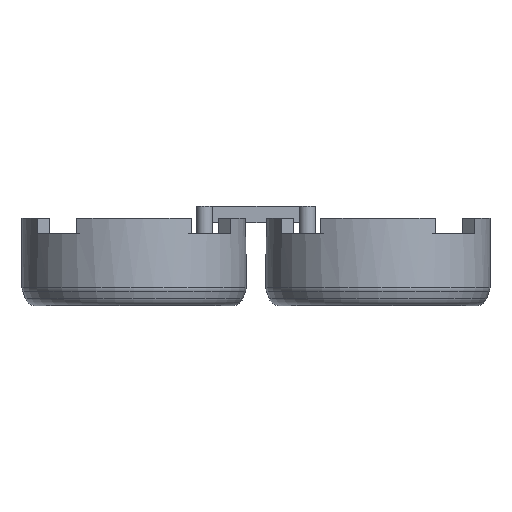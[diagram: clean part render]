
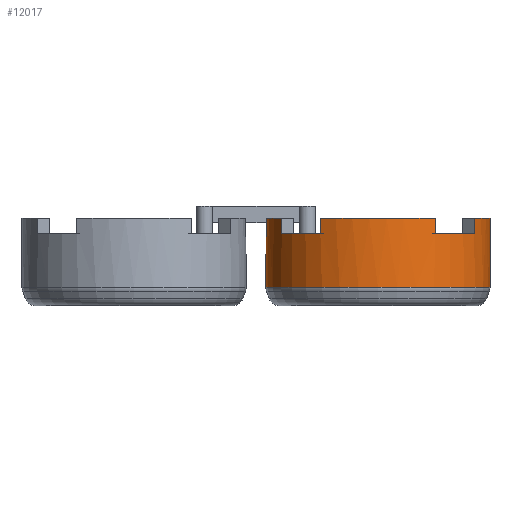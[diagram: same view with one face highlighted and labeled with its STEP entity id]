
A CAD part, left-side view. The second image highlights one B-rep face of the part: STEP entity #12017.
In plain terms, the highlighted cylindrical face has radius 10.25 mm (diameter 20.5 mm), a full revolution.
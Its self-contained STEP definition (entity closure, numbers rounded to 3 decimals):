
#371=CIRCLE('',#12957,10.25);
#372=CIRCLE('',#12958,10.25);
#383=CIRCLE('',#12972,10.25);
#384=CIRCLE('',#12973,10.25);
#385=CIRCLE('',#12974,10.25);
#386=CIRCLE('',#12975,10.25);
#387=CIRCLE('',#12976,10.25);
#388=CIRCLE('',#12977,10.25);
#389=CIRCLE('',#12978,10.25);
#390=CIRCLE('',#12979,10.25);
#391=CIRCLE('',#12980,10.25);
#734=CYLINDRICAL_SURFACE('',#12971,10.25);
#1079=FACE_OUTER_BOUND('',#1769,.T.);
#1769=EDGE_LOOP('',(#9104,#9105,#9106,#9107,#9108,#9109,#9110,#9111,#9112,
#9113,#9114,#9115,#9116,#9117,#9118,#9119,#9120,#9121,#9122,#9123,#9124));
#2702=LINE('',#19080,#3938);
#2703=LINE('',#19084,#3939);
#2704=LINE('',#19088,#3940);
#2705=LINE('',#19092,#3941);
#2706=LINE('',#19095,#3942);
#2707=LINE('',#19099,#3943);
#2708=LINE('',#19103,#3944);
#2709=LINE('',#19107,#3945);
#2710=LINE('',#19110,#3946);
#3938=VECTOR('',#15279,1000.);
#3939=VECTOR('',#15282,1000.);
#3940=VECTOR('',#15285,1000.);
#3941=VECTOR('',#15288,1000.);
#3942=VECTOR('',#15291,10.25);
#3943=VECTOR('',#15294,1000.);
#3944=VECTOR('',#15297,1000.);
#3945=VECTOR('',#15300,1000.);
#3946=VECTOR('',#15303,1000.);
#5143=VERTEX_POINT('',#19031);
#5144=VERTEX_POINT('',#19033);
#5162=VERTEX_POINT('',#19076);
#5163=VERTEX_POINT('',#19077);
#5164=VERTEX_POINT('',#19079);
#5165=VERTEX_POINT('',#19081);
#5166=VERTEX_POINT('',#19083);
#5167=VERTEX_POINT('',#19085);
#5168=VERTEX_POINT('',#19087);
#5169=VERTEX_POINT('',#19089);
#5170=VERTEX_POINT('',#19091);
#5171=VERTEX_POINT('',#19093);
#5172=VERTEX_POINT('',#19096);
#5173=VERTEX_POINT('',#19098);
#5174=VERTEX_POINT('',#19100);
#5175=VERTEX_POINT('',#19102);
#5176=VERTEX_POINT('',#19104);
#5177=VERTEX_POINT('',#19106);
#5178=VERTEX_POINT('',#19108);
#6557=EDGE_CURVE('',#5143,#5144,#371,.T.);
#6558=EDGE_CURVE('',#5144,#5143,#372,.T.);
#6579=EDGE_CURVE('',#5162,#5163,#383,.T.);
#6580=EDGE_CURVE('',#5164,#5162,#2702,.T.);
#6581=EDGE_CURVE('',#5164,#5165,#384,.T.);
#6582=EDGE_CURVE('',#5165,#5166,#2703,.T.);
#6583=EDGE_CURVE('',#5167,#5166,#385,.T.);
#6584=EDGE_CURVE('',#5168,#5167,#2704,.T.);
#6585=EDGE_CURVE('',#5168,#5169,#386,.T.);
#6586=EDGE_CURVE('',#5169,#5170,#2705,.T.);
#6587=EDGE_CURVE('',#5171,#5170,#387,.T.);
#6588=EDGE_CURVE('',#5171,#5144,#2706,.T.);
#6589=EDGE_CURVE('',#5172,#5171,#388,.T.);
#6590=EDGE_CURVE('',#5173,#5172,#2707,.T.);
#6591=EDGE_CURVE('',#5173,#5174,#389,.T.);
#6592=EDGE_CURVE('',#5174,#5175,#2708,.T.);
#6593=EDGE_CURVE('',#5176,#5175,#390,.T.);
#6594=EDGE_CURVE('',#5177,#5176,#2709,.T.);
#6595=EDGE_CURVE('',#5177,#5178,#391,.T.);
#6596=EDGE_CURVE('',#5178,#5163,#2710,.T.);
#9104=ORIENTED_EDGE('',*,*,#6579,.F.);
#9105=ORIENTED_EDGE('',*,*,#6580,.F.);
#9106=ORIENTED_EDGE('',*,*,#6581,.T.);
#9107=ORIENTED_EDGE('',*,*,#6582,.T.);
#9108=ORIENTED_EDGE('',*,*,#6583,.F.);
#9109=ORIENTED_EDGE('',*,*,#6584,.F.);
#9110=ORIENTED_EDGE('',*,*,#6585,.T.);
#9111=ORIENTED_EDGE('',*,*,#6586,.T.);
#9112=ORIENTED_EDGE('',*,*,#6587,.F.);
#9113=ORIENTED_EDGE('',*,*,#6588,.T.);
#9114=ORIENTED_EDGE('',*,*,#6557,.F.);
#9115=ORIENTED_EDGE('',*,*,#6558,.F.);
#9116=ORIENTED_EDGE('',*,*,#6588,.F.);
#9117=ORIENTED_EDGE('',*,*,#6589,.F.);
#9118=ORIENTED_EDGE('',*,*,#6590,.F.);
#9119=ORIENTED_EDGE('',*,*,#6591,.T.);
#9120=ORIENTED_EDGE('',*,*,#6592,.T.);
#9121=ORIENTED_EDGE('',*,*,#6593,.F.);
#9122=ORIENTED_EDGE('',*,*,#6594,.F.);
#9123=ORIENTED_EDGE('',*,*,#6595,.T.);
#9124=ORIENTED_EDGE('',*,*,#6596,.T.);
#12017=ADVANCED_FACE('',(#1079),#734,.T.);
#12957=AXIS2_PLACEMENT_3D('',#19034,#15237,#15238);
#12958=AXIS2_PLACEMENT_3D('',#19035,#15239,#15240);
#12971=AXIS2_PLACEMENT_3D('',#19075,#15275,#15276);
#12972=AXIS2_PLACEMENT_3D('',#19078,#15277,#15278);
#12973=AXIS2_PLACEMENT_3D('',#19082,#15280,#15281);
#12974=AXIS2_PLACEMENT_3D('',#19086,#15283,#15284);
#12975=AXIS2_PLACEMENT_3D('',#19090,#15286,#15287);
#12976=AXIS2_PLACEMENT_3D('',#19094,#15289,#15290);
#12977=AXIS2_PLACEMENT_3D('',#19097,#15292,#15293);
#12978=AXIS2_PLACEMENT_3D('',#19101,#15295,#15296);
#12979=AXIS2_PLACEMENT_3D('',#19105,#15298,#15299);
#12980=AXIS2_PLACEMENT_3D('',#19109,#15301,#15302);
#15237=DIRECTION('center_axis',(0.,0.,-1.));
#15238=DIRECTION('ref_axis',(0.,-1.,0.));
#15239=DIRECTION('center_axis',(0.,0.,-1.));
#15240=DIRECTION('ref_axis',(0.,-1.,0.));
#15275=DIRECTION('center_axis',(0.,0.,-1.));
#15276=DIRECTION('ref_axis',(0.,1.,0.));
#15277=DIRECTION('center_axis',(0.,0.,1.));
#15278=DIRECTION('ref_axis',(0.,-1.,0.));
#15279=DIRECTION('',(0.,0.,1.));
#15280=DIRECTION('center_axis',(0.,0.,-1.));
#15281=DIRECTION('ref_axis',(0.,1.,0.));
#15282=DIRECTION('',(0.,0.,1.));
#15283=DIRECTION('center_axis',(0.,0.,1.));
#15284=DIRECTION('ref_axis',(0.,-1.,0.));
#15285=DIRECTION('',(0.,0.,1.));
#15286=DIRECTION('center_axis',(0.,0.,-1.));
#15287=DIRECTION('ref_axis',(0.,1.,0.));
#15288=DIRECTION('',(0.,0.,1.));
#15289=DIRECTION('center_axis',(0.,0.,1.));
#15290=DIRECTION('ref_axis',(0.,-1.,0.));
#15291=DIRECTION('',(0.,0.,-1.));
#15292=DIRECTION('center_axis',(0.,0.,1.));
#15293=DIRECTION('ref_axis',(0.,-1.,0.));
#15294=DIRECTION('',(0.,0.,1.));
#15295=DIRECTION('center_axis',(0.,0.,-1.));
#15296=DIRECTION('ref_axis',(0.,1.,0.));
#15297=DIRECTION('',(0.,0.,1.));
#15298=DIRECTION('center_axis',(0.,0.,1.));
#15299=DIRECTION('ref_axis',(0.,-1.,0.));
#15300=DIRECTION('',(0.,0.,1.));
#15301=DIRECTION('center_axis',(0.,0.,-1.));
#15302=DIRECTION('ref_axis',(0.,1.,0.));
#15303=DIRECTION('',(0.,0.,1.));
#19031=CARTESIAN_POINT('',(0.,-0.9,2.326));
#19033=CARTESIAN_POINT('',(0.,-21.4,2.326));
#19034=CARTESIAN_POINT('Origin',(0.,-11.15,2.326));
#19035=CARTESIAN_POINT('Origin',(0.,-11.15,2.326));
#19075=CARTESIAN_POINT('Origin',(0.,-11.15,0.65));
#19076=CARTESIAN_POINT('',(5.261,-2.353,8.65));
#19077=CARTESIAN_POINT('',(-5.261,-2.353,8.65));
#19078=CARTESIAN_POINT('Origin',(0.,-11.15,8.65));
#19079=CARTESIAN_POINT('',(5.261,-2.353,7.25));
#19080=CARTESIAN_POINT('',(5.261,-2.353,7.25));
#19081=CARTESIAN_POINT('',(8.797,-5.889,7.25));
#19082=CARTESIAN_POINT('Origin',(0.,-11.15,7.25));
#19083=CARTESIAN_POINT('',(8.797,-5.889,8.65));
#19084=CARTESIAN_POINT('',(8.797,-5.889,7.25));
#19085=CARTESIAN_POINT('',(8.797,-16.411,8.65));
#19086=CARTESIAN_POINT('Origin',(0.,-11.15,8.65));
#19087=CARTESIAN_POINT('',(8.797,-16.411,7.25));
#19088=CARTESIAN_POINT('',(8.797,-16.411,7.25));
#19089=CARTESIAN_POINT('',(5.261,-19.947,7.25));
#19090=CARTESIAN_POINT('Origin',(0.,-11.15,7.25));
#19091=CARTESIAN_POINT('',(5.261,-19.947,8.65));
#19092=CARTESIAN_POINT('',(5.261,-19.947,7.25));
#19093=CARTESIAN_POINT('',(0.,-21.4,8.65));
#19094=CARTESIAN_POINT('Origin',(0.,-11.15,8.65));
#19095=CARTESIAN_POINT('',(0.,-21.4,0.65));
#19096=CARTESIAN_POINT('',(-5.261,-19.947,8.65));
#19097=CARTESIAN_POINT('Origin',(0.,-11.15,8.65));
#19098=CARTESIAN_POINT('',(-5.261,-19.947,7.25));
#19099=CARTESIAN_POINT('',(-5.261,-19.947,7.25));
#19100=CARTESIAN_POINT('',(-8.797,-16.411,7.25));
#19101=CARTESIAN_POINT('Origin',(0.,-11.15,7.25));
#19102=CARTESIAN_POINT('',(-8.797,-16.411,8.65));
#19103=CARTESIAN_POINT('',(-8.797,-16.411,7.25));
#19104=CARTESIAN_POINT('',(-8.797,-5.889,8.65));
#19105=CARTESIAN_POINT('Origin',(0.,-11.15,8.65));
#19106=CARTESIAN_POINT('',(-8.797,-5.889,7.25));
#19107=CARTESIAN_POINT('',(-8.797,-5.889,7.25));
#19108=CARTESIAN_POINT('',(-5.261,-2.353,7.25));
#19109=CARTESIAN_POINT('Origin',(0.,-11.15,7.25));
#19110=CARTESIAN_POINT('',(-5.261,-2.353,7.25));
